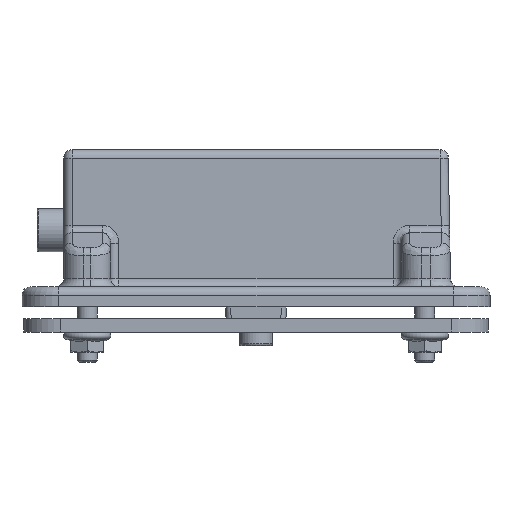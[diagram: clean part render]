
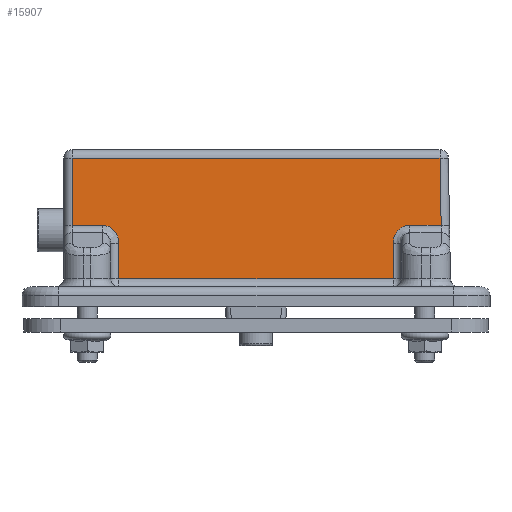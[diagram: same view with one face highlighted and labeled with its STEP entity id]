
A CAD part, left-side view. The second image highlights one B-rep face of the part: STEP entity #15907.
In plain terms, the highlighted planar face has unit normal (-1, 0, 0.018).
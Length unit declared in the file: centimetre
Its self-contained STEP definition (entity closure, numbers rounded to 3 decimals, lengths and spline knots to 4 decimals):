
#174=ELLIPSE('',#17567,0.5482,0.5);
#175=ELLIPSE('',#17568,0.5482,0.5);
#1360=FACE_OUTER_BOUND('',#2390,.T.);
#2390=EDGE_LOOP('',(#13249,#13250,#13251,#13252,#13253,#13254,#13255,#13256,
#13257,#13258));
#4392=LINE('',#27735,#5665);
#4408=LINE('',#27782,#5681);
#4409=LINE('',#27786,#5682);
#4410=LINE('',#27790,#5683);
#4411=LINE('',#27792,#5684);
#4412=LINE('',#27794,#5685);
#4413=LINE('',#27796,#5686);
#4414=LINE('',#27798,#5687);
#5665=VECTOR('',#21898,1.);
#5681=VECTOR('',#21952,1.);
#5682=VECTOR('',#21957,1.);
#5683=VECTOR('',#21960,1.);
#5684=VECTOR('',#21961,1.);
#5685=VECTOR('',#21962,1.);
#5686=VECTOR('',#21963,1.);
#5687=VECTOR('',#21964,1.);
#6982=VERTEX_POINT('',#27730);
#6983=VERTEX_POINT('',#27733);
#6995=VERTEX_POINT('',#27781);
#6996=VERTEX_POINT('',#27785);
#6997=VERTEX_POINT('',#27787);
#6998=VERTEX_POINT('',#27789);
#6999=VERTEX_POINT('',#27791);
#7000=VERTEX_POINT('',#27793);
#7001=VERTEX_POINT('',#27795);
#7002=VERTEX_POINT('',#27797);
#9086=EDGE_CURVE('',#6983,#6982,#4392,.T.);
#9109=EDGE_CURVE('',#6982,#6995,#4408,.T.);
#9111=EDGE_CURVE('',#6996,#6983,#4409,.T.);
#9112=EDGE_CURVE('',#6997,#6996,#174,.T.);
#9113=EDGE_CURVE('',#6998,#6997,#4410,.T.);
#9114=EDGE_CURVE('',#6999,#6998,#4411,.T.);
#9115=EDGE_CURVE('',#7000,#6999,#4412,.T.);
#9116=EDGE_CURVE('',#7001,#7000,#4413,.T.);
#9117=EDGE_CURVE('',#7002,#7001,#4414,.T.);
#9118=EDGE_CURVE('',#6995,#7002,#175,.T.);
#13249=ORIENTED_EDGE('',*,*,#9086,.F.);
#13250=ORIENTED_EDGE('',*,*,#9111,.F.);
#13251=ORIENTED_EDGE('',*,*,#9112,.F.);
#13252=ORIENTED_EDGE('',*,*,#9113,.F.);
#13253=ORIENTED_EDGE('',*,*,#9114,.F.);
#13254=ORIENTED_EDGE('',*,*,#9115,.F.);
#13255=ORIENTED_EDGE('',*,*,#9116,.F.);
#13256=ORIENTED_EDGE('',*,*,#9117,.F.);
#13257=ORIENTED_EDGE('',*,*,#9118,.F.);
#13258=ORIENTED_EDGE('',*,*,#9109,.F.);
#14496=PLANE('',#17566);
#15907=ADVANCED_FACE('',(#1360),#14496,.T.);
#17566=AXIS2_PLACEMENT_3D('',#27784,#21955,#21956);
#17567=AXIS2_PLACEMENT_3D('',#27788,#21958,#21959);
#17568=AXIS2_PLACEMENT_3D('',#27799,#21965,#21966);
#21898=DIRECTION('',(0.,1.,0.));
#21952=DIRECTION('',(0.017,0.,1.));
#21955=DIRECTION('center_axis',(-1.,0.,
0.017));
#21956=DIRECTION('ref_axis',(0.,1.,0.));
#21957=DIRECTION('',(-0.017,0.,-1.));
#21958=DIRECTION('center_axis',(-1.,0.,
0.017));
#21959=DIRECTION('ref_axis',(0.017,0.,1.));
#21960=DIRECTION('',(0.,1.,0.));
#21961=DIRECTION('',(-0.017,-0.017,-1.));
#21962=DIRECTION('',(0.,-1.,0.));
#21963=DIRECTION('',(0.017,0.,1.));
#21964=DIRECTION('',(0.,1.,0.));
#21965=DIRECTION('center_axis',(-1.,0.,
0.017));
#21966=DIRECTION('ref_axis',(0.017,0.,1.));
#27730=CARTESIAN_POINT('',(-9.0673,4.1,-3.4544));
#27733=CARTESIAN_POINT('',(-9.0673,-4.1,-3.4544));
#27735=CARTESIAN_POINT('',(-9.0673,-2.875,-3.4544));
#27781=CARTESIAN_POINT('',(-9.049,4.1,-2.4045));
#27782=CARTESIAN_POINT('',(-9.0358,4.1,-1.6494));
#27784=CARTESIAN_POINT('Origin',(-9.,-5.75,0.4));
#27785=CARTESIAN_POINT('',(-9.049,-4.1,-2.4045));
#27786=CARTESIAN_POINT('',(-9.0358,-4.1,-1.6494));
#27787=CARTESIAN_POINT('',(-9.0394,-4.6,-1.8564));
#27788=CARTESIAN_POINT('Origin',(-9.049,-4.6,-2.4045));
#27789=CARTESIAN_POINT('',(-9.0394,-5.5394,-1.8564));
#27790=CARTESIAN_POINT('',(-9.0394,-5.75,-1.8564));
#27791=CARTESIAN_POINT('',(-9.0043,-5.5043,0.1544));
#27792=CARTESIAN_POINT('',(-8.9973,-5.4974,0.5526));
#27793=CARTESIAN_POINT('',(-9.0043,5.5,0.1544));
#27794=CARTESIAN_POINT('',(-9.0043,-2.875,0.1544));
#27795=CARTESIAN_POINT('',(-9.0394,5.5,-1.8564));
#27796=CARTESIAN_POINT('',(-9.,5.5,0.4));
#27797=CARTESIAN_POINT('',(-9.0394,4.6,-1.8564));
#27798=CARTESIAN_POINT('',(-9.0394,0.,-1.8564));
#27799=CARTESIAN_POINT('Origin',(-9.049,4.6,-2.4045));
